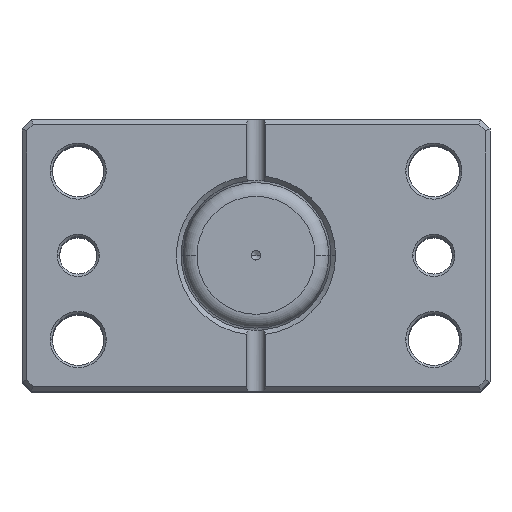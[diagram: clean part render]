
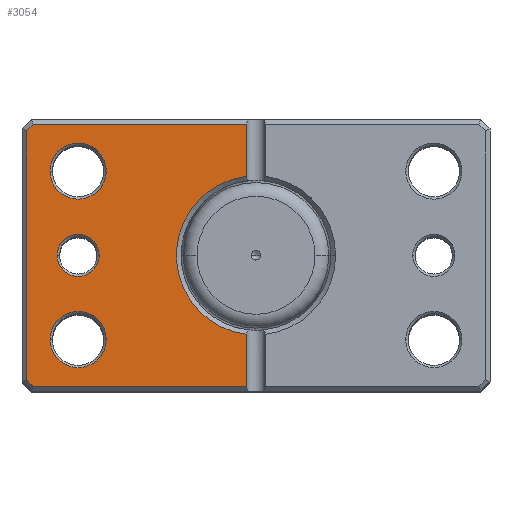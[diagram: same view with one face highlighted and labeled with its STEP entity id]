
A CAD part, top view. The second image highlights one B-rep face of the part: STEP entity #3054.
In plain terms, the highlighted face is planar.
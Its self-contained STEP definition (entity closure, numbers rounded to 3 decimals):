
#58 = AXIS2_PLACEMENT_3D ( 'NONE', #4835, #1531, #5407 ) ;
#73 = CARTESIAN_POINT ( 'NONE',  ( 33.5, 0., 0. ) ) ;
#124 = CARTESIAN_POINT ( 'NONE',  ( 38., -18., 0. ) ) ;
#151 = VERTEX_POINT ( 'NONE', #3967 ) ;
#159 = DIRECTION ( 'NONE',  ( 0., 0., 1. ) ) ;
#167 = VERTEX_POINT ( 'NONE', #3403 ) ;
#261 = CARTESIAN_POINT ( 'NONE',  ( 38., 0., 0. ) ) ;
#288 = CIRCLE ( 'NONE', #1281, 17. ) ;
#290 = VECTOR ( 'NONE', #822, 1000. ) ;
#293 = EDGE_CURVE ( 'NONE', #6691, #167, #4866, .T. ) ;
#301 = DIRECTION ( 'NONE',  ( 0., 0., 1. ) ) ;
#440 = FACE_OUTER_BOUND ( 'NONE', #2238, .T. ) ;
#576 = DIRECTION ( 'NONE',  ( 1., 0., 0. ) ) ;
#612 = DIRECTION ( 'NONE',  ( 1., 0., 0. ) ) ;
#669 = DIRECTION ( 'NONE',  ( 1., 0., 0. ) ) ;
#741 = VERTEX_POINT ( 'NONE', #6533 ) ;
#822 = DIRECTION ( 'NONE',  ( 0., 1., 0. ) ) ;
#988 = ORIENTED_EDGE ( 'NONE', *, *, #1095, .T. ) ;
#1016 = CARTESIAN_POINT ( 'NONE',  ( 49., 26.586, 0. ) ) ;
#1083 = ORIENTED_EDGE ( 'NONE', *, *, #293, .T. ) ;
#1095 = EDGE_CURVE ( 'NONE', #2303, #6848, #6641, .T. ) ;
#1115 = CARTESIAN_POINT ( 'NONE',  ( 44., -18., 0. ) ) ;
#1130 = CARTESIAN_POINT ( 'NONE',  ( 49., 0., 0. ) ) ;
#1197 = VERTEX_POINT ( 'NONE', #1115 ) ;
#1198 = AXIS2_PLACEMENT_3D ( 'NONE', #261, #301, #7055 ) ;
#1281 = AXIS2_PLACEMENT_3D ( 'NONE', #5703, #2374, #6249 ) ;
#1296 = LINE ( 'NONE', #1130, #3880 ) ;
#1298 = CARTESIAN_POINT ( 'NONE',  ( 0., -28., 0. ) ) ;
#1306 = CARTESIAN_POINT ( 'NONE',  ( 2., 29., 0. ) ) ;
#1333 = CARTESIAN_POINT ( 'NONE',  ( 2., 29., 0. ) ) ;
#1478 = DIRECTION ( 'NONE',  ( -0.707, -0.707, 0. ) ) ;
#1490 = CIRCLE ( 'NONE', #1198, 4.5 ) ;
#1531 = DIRECTION ( 'NONE',  ( 0., 0., 1. ) ) ;
#1578 = VECTOR ( 'NONE', #4608, 1000. ) ;
#1615 = LINE ( 'NONE', #4219, #4386 ) ;
#1650 = CARTESIAN_POINT ( 'NONE',  ( 0., 0., 0. ) ) ;
#1677 = DIRECTION ( 'NONE',  ( 0., -1., 0. ) ) ;
#1715 = CIRCLE ( 'NONE', #4796, 6. ) ;
#1864 = EDGE_CURVE ( 'NONE', #5463, #6521, #1490, .T. ) ;
#1885 = FACE_BOUND ( 'NONE', #3050, .T. ) ;
#1937 = CARTESIAN_POINT ( 'NONE',  ( 38., 0., 0. ) ) ;
#1942 = EDGE_CURVE ( 'NONE', #6923, #5989, #2943, .T. ) ;
#2010 = VERTEX_POINT ( 'NONE', #2147 ) ;
#2042 = VECTOR ( 'NONE', #6789, 1000. ) ;
#2060 = VECTOR ( 'NONE', #3355, 1000. ) ;
#2147 = CARTESIAN_POINT ( 'NONE',  ( 2., -16.882, 0. ) ) ;
#2238 = EDGE_LOOP ( 'NONE', ( #2581, #3692, #1083, #6107, #5532, #7095, #4718, #3059 ) ) ;
#2303 = VERTEX_POINT ( 'NONE', #2955 ) ;
#2374 = DIRECTION ( 'NONE',  ( 0., 0., 1. ) ) ;
#2391 = DIRECTION ( 'NONE',  ( 0., 0., 1. ) ) ;
#2462 = AXIS2_PLACEMENT_3D ( 'NONE', #1650, #3865, #576 ) ;
#2499 = DIRECTION ( 'NONE',  ( 1., 0., 0. ) ) ;
#2581 = ORIENTED_EDGE ( 'NONE', *, *, #5037, .T. ) ;
#2641 = EDGE_CURVE ( 'NONE', #741, #1197, #3612, .T. ) ;
#2814 = CARTESIAN_POINT ( 'NONE',  ( 0., 28., 0. ) ) ;
#2916 = CARTESIAN_POINT ( 'NONE',  ( 38., 18., 0. ) ) ;
#2943 = LINE ( 'NONE', #1298, #6829 ) ;
#2955 = CARTESIAN_POINT ( 'NONE',  ( 44., 18., 0. ) ) ;
#3050 = EDGE_LOOP ( 'NONE', ( #3334, #4176 ) ) ;
#3054 = ADVANCED_FACE ( 'NONE', ( #3359, #1885, #6305, #440 ), #5522, .F. ) ;
#3059 = ORIENTED_EDGE ( 'NONE', *, *, #1942, .T. ) ;
#3212 = LINE ( 'NONE', #1306, #1578 ) ;
#3334 = ORIENTED_EDGE ( 'NONE', *, *, #2641, .T. ) ;
#3355 = DIRECTION ( 'NONE',  ( 1., 0., 0. ) ) ;
#3359 = FACE_BOUND ( 'NONE', #4384, .T. ) ;
#3403 = CARTESIAN_POINT ( 'NONE',  ( 2., 28., 0. ) ) ;
#3404 = ORIENTED_EDGE ( 'NONE', *, *, #6201, .T. ) ;
#3436 = EDGE_CURVE ( 'NONE', #4712, #4125, #1296, .T. ) ;
#3445 = CARTESIAN_POINT ( 'NONE',  ( 38., 18., 0. ) ) ;
#3470 = EDGE_CURVE ( 'NONE', #167, #151, #6485, .T. ) ;
#3574 = AXIS2_PLACEMENT_3D ( 'NONE', #2916, #2391, #612 ) ;
#3576 = EDGE_CURVE ( 'NONE', #6848, #2303, #1715, .T. ) ;
#3612 = CIRCLE ( 'NONE', #58, 6. ) ;
#3692 = ORIENTED_EDGE ( 'NONE', *, *, #5012, .T. ) ;
#3865 = DIRECTION ( 'NONE',  ( 0., 0., 1. ) ) ;
#3880 = VECTOR ( 'NONE', #1677, 1000. ) ;
#3967 = CARTESIAN_POINT ( 'NONE',  ( 47.586, 28., 0. ) ) ;
#3971 = DIRECTION ( 'NONE',  ( 0., 0., 1. ) ) ;
#4011 = DIRECTION ( 'NONE',  ( 1., 0., 0. ) ) ;
#4039 = CARTESIAN_POINT ( 'NONE',  ( 37.793, 37.793, 0. ) ) ;
#4125 = VERTEX_POINT ( 'NONE', #7041 ) ;
#4176 = ORIENTED_EDGE ( 'NONE', *, *, #4339, .T. ) ;
#4219 = CARTESIAN_POINT ( 'NONE',  ( 37.793, -37.793, 0. ) ) ;
#4287 = AXIS2_PLACEMENT_3D ( 'NONE', #124, #3971, #669 ) ;
#4339 = EDGE_CURVE ( 'NONE', #1197, #741, #5518, .T. ) ;
#4384 = EDGE_LOOP ( 'NONE', ( #3404, #5388 ) ) ;
#4386 = VECTOR ( 'NONE', #1478, 1000. ) ;
#4418 = EDGE_CURVE ( 'NONE', #151, #4712, #5166, .T. ) ;
#4608 = DIRECTION ( 'NONE',  ( 0., 1., 0. ) ) ;
#4712 = VERTEX_POINT ( 'NONE', #1016 ) ;
#4718 = ORIENTED_EDGE ( 'NONE', *, *, #6268, .T. ) ;
#4762 = CARTESIAN_POINT ( 'NONE',  ( 2., -28., 0. ) ) ;
#4796 = AXIS2_PLACEMENT_3D ( 'NONE', #3445, #159, #4011 ) ;
#4835 = CARTESIAN_POINT ( 'NONE',  ( 38., -18., 0. ) ) ;
#4866 = LINE ( 'NONE', #1333, #290 ) ;
#5012 = EDGE_CURVE ( 'NONE', #2010, #6691, #288, .T. ) ;
#5037 = EDGE_CURVE ( 'NONE', #5989, #2010, #3212, .T. ) ;
#5100 = AXIS2_PLACEMENT_3D ( 'NONE', #1937, #5832, #2499 ) ;
#5106 = EDGE_LOOP ( 'NONE', ( #5135, #988 ) ) ;
#5135 = ORIENTED_EDGE ( 'NONE', *, *, #3576, .T. ) ;
#5166 = LINE ( 'NONE', #4039, #2042 ) ;
#5258 = CARTESIAN_POINT ( 'NONE',  ( 2., 16.882, 0. ) ) ;
#5385 = DIRECTION ( 'NONE',  ( -1., 0., 0. ) ) ;
#5388 = ORIENTED_EDGE ( 'NONE', *, *, #1864, .T. ) ;
#5407 = DIRECTION ( 'NONE',  ( 1., 0., 0. ) ) ;
#5463 = VERTEX_POINT ( 'NONE', #6471 ) ;
#5518 = CIRCLE ( 'NONE', #4287, 6. ) ;
#5522 = PLANE ( 'NONE',  #2462 ) ;
#5532 = ORIENTED_EDGE ( 'NONE', *, *, #4418, .T. ) ;
#5703 = CARTESIAN_POINT ( 'NONE',  ( 0., 0., 0. ) ) ;
#5832 = DIRECTION ( 'NONE',  ( 0., 0., 1. ) ) ;
#5989 = VERTEX_POINT ( 'NONE', #4762 ) ;
#6107 = ORIENTED_EDGE ( 'NONE', *, *, #3470, .T. ) ;
#6126 = CARTESIAN_POINT ( 'NONE',  ( 47.586, -28., 0. ) ) ;
#6201 = EDGE_CURVE ( 'NONE', #6521, #5463, #6885, .T. ) ;
#6249 = DIRECTION ( 'NONE',  ( 1., 0., 0. ) ) ;
#6268 = EDGE_CURVE ( 'NONE', #4125, #6923, #1615, .T. ) ;
#6305 = FACE_BOUND ( 'NONE', #5106, .T. ) ;
#6471 = CARTESIAN_POINT ( 'NONE',  ( 42.5, 0., 0. ) ) ;
#6485 = LINE ( 'NONE', #2814, #2060 ) ;
#6521 = VERTEX_POINT ( 'NONE', #73 ) ;
#6533 = CARTESIAN_POINT ( 'NONE',  ( 32., -18., 0. ) ) ;
#6590 = CARTESIAN_POINT ( 'NONE',  ( 32., 18., 0. ) ) ;
#6641 = CIRCLE ( 'NONE', #3574, 6. ) ;
#6691 = VERTEX_POINT ( 'NONE', #5258 ) ;
#6789 = DIRECTION ( 'NONE',  ( 0.707, -0.707, 0. ) ) ;
#6829 = VECTOR ( 'NONE', #5385, 1000. ) ;
#6848 = VERTEX_POINT ( 'NONE', #6590 ) ;
#6885 = CIRCLE ( 'NONE', #5100, 4.5 ) ;
#6923 = VERTEX_POINT ( 'NONE', #6126 ) ;
#7041 = CARTESIAN_POINT ( 'NONE',  ( 49., -26.586, 0. ) ) ;
#7055 = DIRECTION ( 'NONE',  ( 1., 0., 0. ) ) ;
#7095 = ORIENTED_EDGE ( 'NONE', *, *, #3436, .T. ) ;
